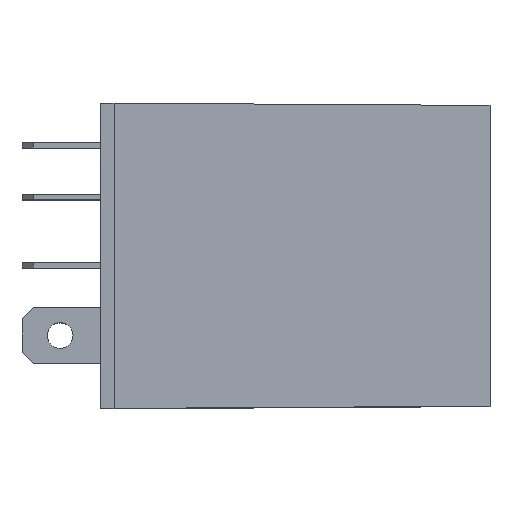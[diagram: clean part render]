
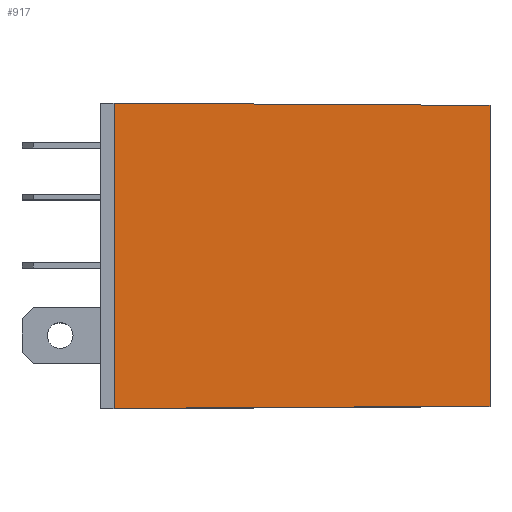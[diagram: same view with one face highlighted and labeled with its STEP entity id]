
A CAD part, top view. The second image highlights one B-rep face of the part: STEP entity #917.
In plain terms, the highlighted planar face has unit normal (0.009, 0, 1).
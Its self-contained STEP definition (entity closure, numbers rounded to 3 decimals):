
#24 = LINE ( 'NONE', #2165, #2418 ) ;
#152 = LINE ( 'NONE', #1848, #2488 ) ;
#193 = CARTESIAN_POINT ( 'NONE',  ( 33.5, -13.4, 10.2 ) ) ;
#308 = FACE_OUTER_BOUND ( 'NONE', #2306, .T. ) ;
#445 = VERTEX_POINT ( 'NONE', #1041 ) ;
#551 = ORIENTED_EDGE ( 'NONE', *, *, #2458, .F. ) ;
#552 = DIRECTION ( 'NONE',  ( 0., 1., 0. ) ) ;
#556 = DIRECTION ( 'NONE',  ( 0.009, 0., 1. ) ) ;
#561 = CARTESIAN_POINT ( 'NONE',  ( 33.5, 0., 10.2 ) ) ;
#577 = PLANE ( 'NONE',  #1640 ) ;
#597 = VERTEX_POINT ( 'NONE', #1110 ) ;
#917 = ADVANCED_FACE ( 'NONE', ( #308 ), #577, .T. ) ;
#1041 = CARTESIAN_POINT ( 'NONE',  ( 0., -13.6, 10.5 ) ) ;
#1110 = CARTESIAN_POINT ( 'NONE',  ( 33.5, 13.4, 10.2 ) ) ;
#1127 = VERTEX_POINT ( 'NONE', #193 ) ;
#1321 = CARTESIAN_POINT ( 'NONE',  ( 0., 13.6, 10.5 ) ) ;
#1475 = VERTEX_POINT ( 'NONE', #1321 ) ;
#1498 = ORIENTED_EDGE ( 'NONE', *, *, #2491, .T. ) ;
#1511 = ORIENTED_EDGE ( 'NONE', *, *, #2485, .F. ) ;
#1640 = AXIS2_PLACEMENT_3D ( 'NONE', #561, #556, #552 ) ;
#1744 = DIRECTION ( 'NONE',  ( 0., -1., 0. ) ) ;
#1763 = CARTESIAN_POINT ( 'NONE',  ( 0., 13.6, 10.5 ) ) ;
#1816 = DIRECTION ( 'NONE',  ( 1., -0.006, -0.009 ) ) ;
#1848 = CARTESIAN_POINT ( 'NONE',  ( 33.591, 13.399, 10.199 ) ) ;
#1993 = DIRECTION ( 'NONE',  ( -1., -0.006, 0.009 ) ) ;
#2016 = CARTESIAN_POINT ( 'NONE',  ( 33.591, -13.399, 10.199 ) ) ;
#2095 = ORIENTED_EDGE ( 'NONE', *, *, #2447, .F. ) ;
#2151 = DIRECTION ( 'NONE',  ( 0., -1., 0. ) ) ;
#2165 = CARTESIAN_POINT ( 'NONE',  ( 33.5, -13.4, 10.2 ) ) ;
#2306 = EDGE_LOOP ( 'NONE', ( #1511, #1498, #551, #2095 ) ) ;
#2399 = LINE ( 'NONE', #1763, #2403 ) ;
#2403 = VECTOR ( 'NONE', #1744, 1000. ) ;
#2418 = VECTOR ( 'NONE', #2151, 1000. ) ;
#2447 = EDGE_CURVE ( 'NONE', #597, #1127, #24, .T. ) ;
#2458 = EDGE_CURVE ( 'NONE', #1127, #445, #2540, .T. ) ;
#2485 = EDGE_CURVE ( 'NONE', #1475, #597, #152, .T. ) ;
#2488 = VECTOR ( 'NONE', #1816, 1000. ) ;
#2491 = EDGE_CURVE ( 'NONE', #1475, #445, #2399, .T. ) ;
#2540 = LINE ( 'NONE', #2016, #2543 ) ;
#2543 = VECTOR ( 'NONE', #1993, 1000. ) ;
